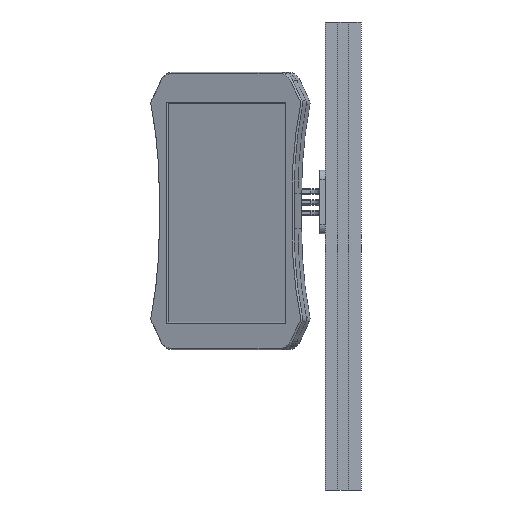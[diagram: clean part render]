
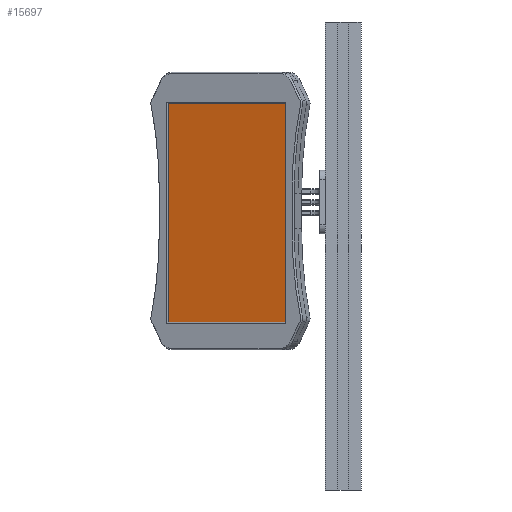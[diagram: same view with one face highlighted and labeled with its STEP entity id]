
A CAD part, left-side view. The second image highlights one B-rep face of the part: STEP entity #15697.
In plain terms, the highlighted face is planar.
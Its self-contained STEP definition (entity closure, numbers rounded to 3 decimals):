
#335 = VERTEX_POINT ( 'NONE', #1606 ) ;
#405 = EDGE_CURVE ( 'NONE', #15952, #335, #13326, .T. ) ;
#798 = AXIS2_PLACEMENT_3D ( 'NONE', #13478, #9776, #7224 ) ;
#1606 = CARTESIAN_POINT ( 'NONE',  ( 6., 9.5, 0. ) ) ;
#1718 = VECTOR ( 'NONE', #13764, 1000. ) ;
#1746 = CARTESIAN_POINT ( 'NONE',  ( 143.8, 9.5, 6. ) ) ;
#1796 = AXIS2_PLACEMENT_3D ( 'NONE', #1746, #5444, #9232 ) ;
#2002 = CIRCLE ( 'NONE', #798, 6. ) ;
#2145 = VERTEX_POINT ( 'NONE', #7184 ) ;
#2157 = CARTESIAN_POINT ( 'NONE',  ( 149.8, 9.5, 6. ) ) ;
#2707 = ORIENTED_EDGE ( 'NONE', *, *, #13022, .T. ) ;
#3062 = CARTESIAN_POINT ( 'NONE',  ( 6., 9.5, 0. ) ) ;
#3410 = EDGE_CURVE ( 'NONE', #4376, #15980, #8169, .T. ) ;
#3570 = DIRECTION ( 'NONE',  ( 0., 0., 1. ) ) ;
#3939 = LINE ( 'NONE', #6761, #12561 ) ;
#4120 = EDGE_CURVE ( 'NONE', #15980, #6322, #8151, .T. ) ;
#4376 = VERTEX_POINT ( 'NONE', #14442 ) ;
#4754 = ORIENTED_EDGE ( 'NONE', *, *, #405, .T. ) ;
#4781 = ORIENTED_EDGE ( 'NONE', *, *, #4120, .T. ) ;
#4963 = AXIS2_PLACEMENT_3D ( 'NONE', #13587, #9884, #3570 ) ;
#5078 = CARTESIAN_POINT ( 'NONE',  ( 143.8, 9.5, 0. ) ) ;
#5444 = DIRECTION ( 'NONE',  ( 0., -1., 0. ) ) ;
#5544 = LINE ( 'NONE', #9321, #6326 ) ;
#5618 = ORIENTED_EDGE ( 'NONE', *, *, #3410, .T. ) ;
#6265 = EDGE_CURVE ( 'NONE', #6322, #2145, #5544, .T. ) ;
#6322 = VERTEX_POINT ( 'NONE', #14296 ) ;
#6326 = VECTOR ( 'NONE', #14347, 1000. ) ;
#6761 = CARTESIAN_POINT ( 'NONE',  ( 149.8, 9.5, 6. ) ) ;
#6814 = EDGE_CURVE ( 'NONE', #14258, #15952, #2002, .T. ) ;
#6999 = AXIS2_PLACEMENT_3D ( 'NONE', #11286, #12589, #7712 ) ;
#7073 = CARTESIAN_POINT ( 'NONE',  ( 149.8, 9.5, 68.8 ) ) ;
#7184 = CARTESIAN_POINT ( 'NONE',  ( 143.8, 9.5, 74.8 ) ) ;
#7224 = DIRECTION ( 'NONE',  ( 0., 0., -1. ) ) ;
#7622 = DIRECTION ( 'NONE',  ( 0., 0., 1. ) ) ;
#7712 = DIRECTION ( 'NONE',  ( 0., 0., 1. ) ) ;
#8151 = CIRCLE ( 'NONE', #6999, 6. ) ;
#8169 = LINE ( 'NONE', #12512, #1718 ) ;
#8218 = CIRCLE ( 'NONE', #9437, 6. ) ;
#8829 = CARTESIAN_POINT ( 'NONE',  ( 6., 9.5, 6. ) ) ;
#9232 = DIRECTION ( 'NONE',  ( 0., 0., -1. ) ) ;
#9287 = ORIENTED_EDGE ( 'NONE', *, *, #14376, .T. ) ;
#9321 = CARTESIAN_POINT ( 'NONE',  ( 6., 9.5, 74.8 ) ) ;
#9373 = DIRECTION ( 'NONE',  ( -1., 0., 0. ) ) ;
#9437 = AXIS2_PLACEMENT_3D ( 'NONE', #8829, #15119, #7622 ) ;
#9713 = VERTEX_POINT ( 'NONE', #7073 ) ;
#9769 = EDGE_CURVE ( 'NONE', #2145, #9713, #15007, .T. ) ;
#9776 = DIRECTION ( 'NONE',  ( 0., 1., 0. ) ) ;
#9884 = DIRECTION ( 'NONE',  ( 0., 1., 0. ) ) ;
#9916 = CARTESIAN_POINT ( 'NONE',  ( 0., 9.5, 68.8 ) ) ;
#11286 = CARTESIAN_POINT ( 'NONE',  ( 6., 9.5, 68.8 ) ) ;
#11858 = DIRECTION ( 'NONE',  ( 0., 0., -1. ) ) ;
#12209 = EDGE_LOOP ( 'NONE', ( #12235, #4754, #9287, #5618, #4781, #15237, #12985, #2707 ) ) ;
#12235 = ORIENTED_EDGE ( 'NONE', *, *, #6814, .T. ) ;
#12512 = CARTESIAN_POINT ( 'NONE',  ( 0., 9.5, 6. ) ) ;
#12561 = VECTOR ( 'NONE', #11858, 1000. ) ;
#12589 = DIRECTION ( 'NONE',  ( 0., 1., 0. ) ) ;
#12985 = ORIENTED_EDGE ( 'NONE', *, *, #9769, .T. ) ;
#13022 = EDGE_CURVE ( 'NONE', #9713, #14258, #3939, .T. ) ;
#13057 = PLANE ( 'NONE',  #1796 ) ;
#13326 = LINE ( 'NONE', #3062, #15285 ) ;
#13478 = CARTESIAN_POINT ( 'NONE',  ( 143.8, 9.5, 6. ) ) ;
#13587 = CARTESIAN_POINT ( 'NONE',  ( 143.8, 9.5, 68.8 ) ) ;
#13764 = DIRECTION ( 'NONE',  ( 0., 0., 1. ) ) ;
#14258 = VERTEX_POINT ( 'NONE', #2157 ) ;
#14296 = CARTESIAN_POINT ( 'NONE',  ( 6., 9.5, 74.8 ) ) ;
#14347 = DIRECTION ( 'NONE',  ( 1., 0., 0. ) ) ;
#14376 = EDGE_CURVE ( 'NONE', #335, #4376, #8218, .T. ) ;
#14442 = CARTESIAN_POINT ( 'NONE',  ( 0., 9.5, 6. ) ) ;
#14827 = FACE_OUTER_BOUND ( 'NONE', #12209, .T. ) ;
#15007 = CIRCLE ( 'NONE', #4963, 6. ) ;
#15119 = DIRECTION ( 'NONE',  ( 0., 1., 0. ) ) ;
#15237 = ORIENTED_EDGE ( 'NONE', *, *, #6265, .T. ) ;
#15285 = VECTOR ( 'NONE', #9373, 1000. ) ;
#15697 = ADVANCED_FACE ( 'NONE', ( #14827 ), #13057, .F. ) ;
#15952 = VERTEX_POINT ( 'NONE', #5078 ) ;
#15980 = VERTEX_POINT ( 'NONE', #9916 ) ;
